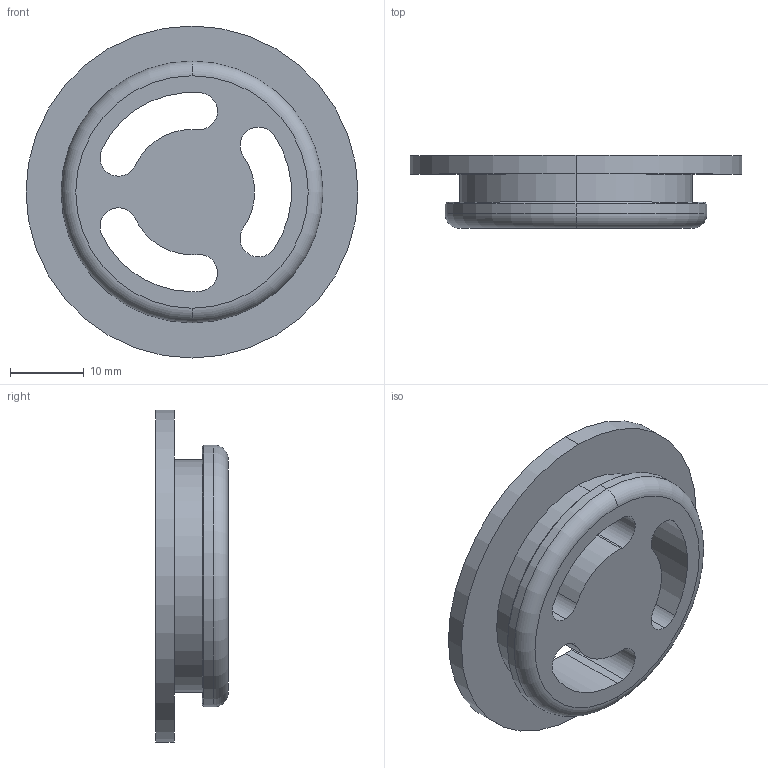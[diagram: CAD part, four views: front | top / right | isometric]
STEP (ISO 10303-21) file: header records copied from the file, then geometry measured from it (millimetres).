
FILE_DESCRIPTION (( 'STEP AP214' ), '1' );
FILE_NAME ('PlungerRetainer.STEP', '2025-10-27T08:15:25', ( '' ), ( '' ), 'SwSTEP 2.0', 'SolidWorks 2020', '' );
FILE_SCHEMA (( 'AUTOMOTIVE_DESIGN' ));
Length unit declared in the file: millimetre
Products named in the file (1): PlungerRetainer
Bounding box: 45 x 9.85 x 45 mm (x, y, z)
Volume: 7021.1 mm3; surface area: 5851.9 mm2
Topology: 1 solids, 1 shells, 44 faces, 107 edges, 70 vertices
Faces by surface type: cylinder 25, plane 13, torus 4, cone 2
Entity records: 1367 total; most frequent: DIRECTION 259, CARTESIAN_POINT 222, ORIENTED_EDGE 214, EDGE_CURVE 107, AXIS2_PLACEMENT_3D 107, VERTEX_POINT 70, CIRCLE 62, EDGE_LOOP 55
